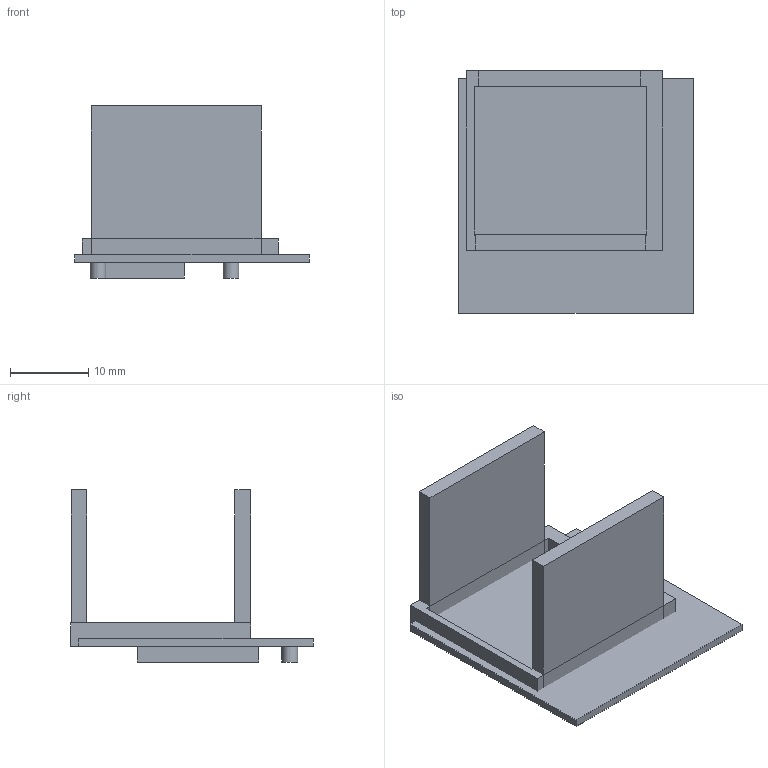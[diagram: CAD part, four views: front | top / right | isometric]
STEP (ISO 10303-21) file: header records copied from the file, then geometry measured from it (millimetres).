
FILE_DESCRIPTION(('FreeCAD Model'),'2;1');
FILE_NAME('Open CASCADE Shape Model','2024-11-01T20:35:35',('Author'),( ''),'Open CASCADE STEP processor 7.6','FreeCAD','Unknown');
FILE_SCHEMA(('AUTOMOTIVE_DESIGN { 1 0 10303 214 1 1 1 1 }'));
Length unit declared in the file: millimetre
Products named in the file (22): Unnamed; Body; Sketch; Pad; Body002; Sketch001; Pad001; Body003; Sketch002; Pad002; Body004; Sketch003; Pad003; Body005; Sketch004; Pad004; Body006; Sketch005; Pad005; Body007; Sketch006; Pad006
Assembly tree (21 placements, depth 2):
  Unnamed
    Body
    Sketch
    Pad
    Body002
    Sketch001
    Pad001
    Body003
    Sketch002
    Pad002
    Body004
    Sketch003
    Pad003
    Body005
    Sketch004
    Pad004
    Body006
    Sketch005
    Pad005
    Body007
    Sketch006
    Pad006
Bounding box: 30 x 31 x 22 mm (x, y, z)
Volume: 6821.1 mm3; surface area: 10554.2 mm2
Topology: 14 solids, 14 shells, 80 faces, 182 edges, 154 vertices
Faces by surface type: plane 76, cylinder 4
Full cylindrical faces by diameter (mm): 2 x4
Entity records: 2796 total; most frequent: CARTESIAN_POINT 440, DIRECTION 396, ORIENTED_EDGE 312, LINE 172, VECTOR 172, EDGE_CURVE 156, AXIS2_PLACEMENT_3D 112, VERTEX_POINT 104
